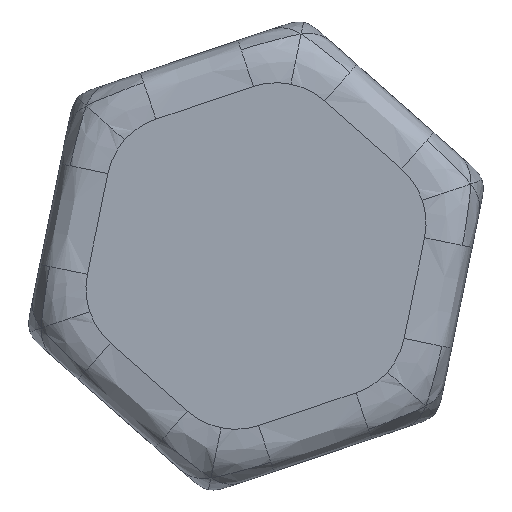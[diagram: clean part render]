
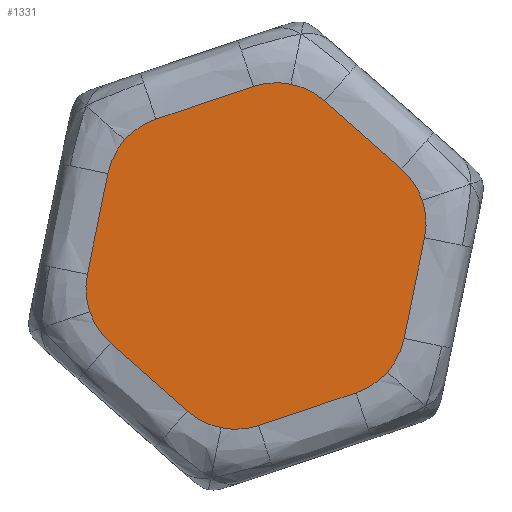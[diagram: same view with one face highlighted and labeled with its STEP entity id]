
A CAD part, left-side view. The second image highlights one B-rep face of the part: STEP entity #1331.
In plain terms, the highlighted planar face has unit normal (-1, 0, 0).
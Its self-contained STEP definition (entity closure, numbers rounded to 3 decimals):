
#33=PLANE('',#1406);
#135=CIRCLE('',#1344,0.897);
#136=CIRCLE('',#1345,0.897);
#137=CIRCLE('',#1346,0.897);
#138=CIRCLE('',#1347,0.897);
#139=CIRCLE('',#1348,0.897);
#140=CIRCLE('',#1349,0.897);
#141=CIRCLE('',#1350,0.897);
#142=CIRCLE('',#1351,0.897);
#143=CIRCLE('',#1352,0.897);
#144=CIRCLE('',#1353,0.897);
#145=CIRCLE('',#1354,0.897);
#146=CIRCLE('',#1355,0.897);
#245=FACE_OUTER_BOUND('',#330,.T.);
#330=EDGE_LOOP('',(#1127,#1128,#1129,#1130,#1131,#1132,#1133,#1134,#1135,
#1136,#1137,#1138,#1139,#1140,#1141,#1142,#1143,#1144));
#448=B_SPLINE_CURVE_WITH_KNOTS('',3,(#5147,#5148,#5149,#5150),
 .UNSPECIFIED.,.F.,.F.,(4,4),(-0.214,-0.086),
 .UNSPECIFIED.);
#450=B_SPLINE_CURVE_WITH_KNOTS('',3,(#5183,#5184,#5185,#5186),
 .UNSPECIFIED.,.F.,.F.,(4,4),(-0.214,-0.086),
 .UNSPECIFIED.);
#454=B_SPLINE_CURVE_WITH_KNOTS('',3,(#5258,#5259,#5260,#5261),
 .UNSPECIFIED.,.F.,.F.,(4,4),(-0.214,-0.086),
 .UNSPECIFIED.);
#458=B_SPLINE_CURVE_WITH_KNOTS('',3,(#5330,#5331,#5332,#5333),
 .UNSPECIFIED.,.F.,.F.,(4,4),(-0.214,-0.086),
 .UNSPECIFIED.);
#462=B_SPLINE_CURVE_WITH_KNOTS('',3,(#5402,#5403,#5404,#5405),
 .UNSPECIFIED.,.F.,.F.,(4,4),(-0.214,-0.086),
 .UNSPECIFIED.);
#464=B_SPLINE_CURVE_WITH_KNOTS('',3,(#5438,#5439,#5440,#5441),
 .UNSPECIFIED.,.F.,.F.,(4,4),(-0.214,-0.086),
 .UNSPECIFIED.);
#472=VERTEX_POINT('',#1852);
#473=VERTEX_POINT('',#1859);
#475=VERTEX_POINT('',#1916);
#480=VERTEX_POINT('',#2073);
#481=VERTEX_POINT('',#2080);
#483=VERTEX_POINT('',#2137);
#496=VERTEX_POINT('',#2678);
#497=VERTEX_POINT('',#2685);
#499=VERTEX_POINT('',#2742);
#504=VERTEX_POINT('',#2899);
#505=VERTEX_POINT('',#2906);
#507=VERTEX_POINT('',#2963);
#516=VERTEX_POINT('',#3312);
#517=VERTEX_POINT('',#3319);
#519=VERTEX_POINT('',#3376);
#528=VERTEX_POINT('',#3725);
#529=VERTEX_POINT('',#3732);
#531=VERTEX_POINT('',#3789);
#598=EDGE_CURVE('',#472,#473,#135,.T.);
#602=EDGE_CURVE('',#475,#472,#136,.T.);
#608=EDGE_CURVE('',#480,#481,#137,.T.);
#612=EDGE_CURVE('',#483,#480,#138,.T.);
#630=EDGE_CURVE('',#496,#497,#139,.T.);
#634=EDGE_CURVE('',#499,#496,#140,.T.);
#640=EDGE_CURVE('',#504,#505,#141,.T.);
#644=EDGE_CURVE('',#507,#504,#142,.T.);
#656=EDGE_CURVE('',#516,#517,#143,.T.);
#660=EDGE_CURVE('',#519,#516,#144,.T.);
#672=EDGE_CURVE('',#528,#529,#145,.T.);
#676=EDGE_CURVE('',#531,#528,#146,.T.);
#772=EDGE_CURVE('',#481,#475,#448,.T.);
#774=EDGE_CURVE('',#473,#499,#450,.T.);
#780=EDGE_CURVE('',#505,#483,#454,.T.);
#784=EDGE_CURVE('',#497,#519,#458,.T.);
#788=EDGE_CURVE('',#529,#507,#462,.T.);
#790=EDGE_CURVE('',#517,#531,#464,.T.);
#1127=ORIENTED_EDGE('',*,*,#602,.F.);
#1128=ORIENTED_EDGE('',*,*,#772,.F.);
#1129=ORIENTED_EDGE('',*,*,#608,.F.);
#1130=ORIENTED_EDGE('',*,*,#612,.F.);
#1131=ORIENTED_EDGE('',*,*,#780,.F.);
#1132=ORIENTED_EDGE('',*,*,#640,.F.);
#1133=ORIENTED_EDGE('',*,*,#644,.F.);
#1134=ORIENTED_EDGE('',*,*,#788,.F.);
#1135=ORIENTED_EDGE('',*,*,#672,.F.);
#1136=ORIENTED_EDGE('',*,*,#676,.F.);
#1137=ORIENTED_EDGE('',*,*,#790,.F.);
#1138=ORIENTED_EDGE('',*,*,#656,.F.);
#1139=ORIENTED_EDGE('',*,*,#660,.F.);
#1140=ORIENTED_EDGE('',*,*,#784,.F.);
#1141=ORIENTED_EDGE('',*,*,#630,.F.);
#1142=ORIENTED_EDGE('',*,*,#634,.F.);
#1143=ORIENTED_EDGE('',*,*,#774,.F.);
#1144=ORIENTED_EDGE('',*,*,#598,.F.);
#1331=ADVANCED_FACE('',(#245),#33,.T.);
#1344=AXIS2_PLACEMENT_3D('',#1860,#1423,#1424);
#1345=AXIS2_PLACEMENT_3D('',#1922,#1425,#1426);
#1346=AXIS2_PLACEMENT_3D('',#2081,#1427,#1428);
#1347=AXIS2_PLACEMENT_3D('',#2143,#1429,#1430);
#1348=AXIS2_PLACEMENT_3D('',#2686,#1431,#1432);
#1349=AXIS2_PLACEMENT_3D('',#2748,#1433,#1434);
#1350=AXIS2_PLACEMENT_3D('',#2907,#1435,#1436);
#1351=AXIS2_PLACEMENT_3D('',#2969,#1437,#1438);
#1352=AXIS2_PLACEMENT_3D('',#3320,#1439,#1440);
#1353=AXIS2_PLACEMENT_3D('',#3382,#1441,#1442);
#1354=AXIS2_PLACEMENT_3D('',#3733,#1443,#1444);
#1355=AXIS2_PLACEMENT_3D('',#3795,#1445,#1446);
#1406=AXIS2_PLACEMENT_3D('',#5448,#1582,#1583);
#1423=DIRECTION('center_axis',(1.,0.,0.));
#1424=DIRECTION('ref_axis',(0.,-0.948,0.318));
#1425=DIRECTION('center_axis',(1.,0.,0.));
#1426=DIRECTION('ref_axis',(0.,-0.948,0.318));
#1427=DIRECTION('center_axis',(1.,0.,0.));
#1428=DIRECTION('ref_axis',(0.,-0.199,0.98));
#1429=DIRECTION('center_axis',(1.,0.,0.));
#1430=DIRECTION('ref_axis',(0.,-0.199,0.98));
#1431=DIRECTION('center_axis',(1.,0.,0.));
#1432=DIRECTION('ref_axis',(0.,-0.749,-0.662));
#1433=DIRECTION('center_axis',(1.,0.,0.));
#1434=DIRECTION('ref_axis',(0.,-0.749,-0.662));
#1435=DIRECTION('center_axis',(1.,0.,0.));
#1436=DIRECTION('ref_axis',(0.,0.749,0.662));
#1437=DIRECTION('center_axis',(1.,0.,0.));
#1438=DIRECTION('ref_axis',(0.,0.749,0.662));
#1439=DIRECTION('center_axis',(1.,0.,0.));
#1440=DIRECTION('ref_axis',(0.,0.199,-0.98));
#1441=DIRECTION('center_axis',(1.,0.,0.));
#1442=DIRECTION('ref_axis',(0.,0.199,-0.98));
#1443=DIRECTION('center_axis',(1.,0.,0.));
#1444=DIRECTION('ref_axis',(0.,0.948,-0.318));
#1445=DIRECTION('center_axis',(1.,0.,0.));
#1446=DIRECTION('ref_axis',(0.,0.948,-0.318));
#1582=DIRECTION('center_axis',(-1.,0.,0.));
#1583=DIRECTION('ref_axis',(0.,0.,
1.));
#1852=CARTESIAN_POINT('',(9.95,-11.506,-5.811));
#1859=CARTESIAN_POINT('',(9.95,-11.535,-6.275));
#1860=CARTESIAN_POINT('Origin',(9.95,-10.656,-6.096));
#1916=CARTESIAN_POINT('',(9.95,-11.25,-5.424));
#1922=CARTESIAN_POINT('Origin',(9.95,-10.656,-6.096));
#2073=CARTESIAN_POINT('',(9.95,-9.882,-4.375));
#2080=CARTESIAN_POINT('',(9.95,-10.297,-4.582));
#2081=CARTESIAN_POINT('Origin',(9.95,-9.703,-5.254));
#2137=CARTESIAN_POINT('',(9.95,-9.418,-4.403));
#2143=CARTESIAN_POINT('Origin',(9.95,-9.703,-5.254));
#2678=CARTESIAN_POINT('',(9.95,-11.075,-7.936));
#2685=CARTESIAN_POINT('',(9.95,-10.688,-8.193));
#2686=CARTESIAN_POINT('Origin',(9.95,-10.403,-7.342));
#2742=CARTESIAN_POINT('',(9.95,-11.282,-7.521));
#2748=CARTESIAN_POINT('Origin',(9.95,-10.403,-7.342));
#2899=CARTESIAN_POINT('',(9.95,-7.825,-5.064));
#2906=CARTESIAN_POINT('',(9.95,-8.212,-4.807));
#2907=CARTESIAN_POINT('Origin',(9.95,-8.497,-5.658));
#2963=CARTESIAN_POINT('',(9.95,-7.618,-5.479));
#2969=CARTESIAN_POINT('Origin',(9.95,-8.497,-5.658));
#3312=CARTESIAN_POINT('',(9.95,-9.018,-8.625));
#3319=CARTESIAN_POINT('',(9.95,-8.603,-8.418));
#3320=CARTESIAN_POINT('Origin',(9.95,-9.197,-7.746));
#3376=CARTESIAN_POINT('',(9.95,-9.482,-8.597));
#3382=CARTESIAN_POINT('Origin',(9.95,-9.197,-7.746));
#3725=CARTESIAN_POINT('',(9.95,-7.394,-7.189));
#3732=CARTESIAN_POINT('',(9.95,-7.365,-6.725));
#3733=CARTESIAN_POINT('Origin',(9.95,-8.244,-6.904));
#3789=CARTESIAN_POINT('',(9.95,-7.65,-7.576));
#3795=CARTESIAN_POINT('Origin',(9.95,-8.244,-6.904));
#5147=CARTESIAN_POINT('Ctrl Pts',(9.95,-10.297,-4.582));
#5148=CARTESIAN_POINT('Ctrl Pts',(9.95,-10.615,-4.863));
#5149=CARTESIAN_POINT('Ctrl Pts',(9.95,-10.932,-5.143));
#5150=CARTESIAN_POINT('Ctrl Pts',(9.95,-11.25,-5.424));
#5183=CARTESIAN_POINT('Ctrl Pts',(9.95,-11.535,-6.275));
#5184=CARTESIAN_POINT('Ctrl Pts',(9.95,-11.45,-6.69));
#5185=CARTESIAN_POINT('Ctrl Pts',(9.95,-11.366,-7.105));
#5186=CARTESIAN_POINT('Ctrl Pts',(9.95,-11.282,-7.521));
#5258=CARTESIAN_POINT('Ctrl Pts',(9.95,-8.212,-4.807));
#5259=CARTESIAN_POINT('Ctrl Pts',(9.95,-8.614,-4.673));
#5260=CARTESIAN_POINT('Ctrl Pts',(9.95,-9.016,-4.538));
#5261=CARTESIAN_POINT('Ctrl Pts',(9.95,-9.418,-4.403));
#5330=CARTESIAN_POINT('Ctrl Pts',(9.95,-10.688,-8.193));
#5331=CARTESIAN_POINT('Ctrl Pts',(9.95,-10.286,-8.327));
#5332=CARTESIAN_POINT('Ctrl Pts',(9.95,-9.884,-8.462));
#5333=CARTESIAN_POINT('Ctrl Pts',(9.95,-9.482,-8.597));
#5402=CARTESIAN_POINT('Ctrl Pts',(9.95,-7.365,-6.725));
#5403=CARTESIAN_POINT('Ctrl Pts',(9.95,-7.45,-6.31));
#5404=CARTESIAN_POINT('Ctrl Pts',(9.95,-7.534,-5.895));
#5405=CARTESIAN_POINT('Ctrl Pts',(9.95,-7.618,-5.479));
#5438=CARTESIAN_POINT('Ctrl Pts',(9.95,-8.603,-8.418));
#5439=CARTESIAN_POINT('Ctrl Pts',(9.95,-8.285,-8.137));
#5440=CARTESIAN_POINT('Ctrl Pts',(9.95,-7.968,-7.857));
#5441=CARTESIAN_POINT('Ctrl Pts',(9.95,-7.65,-7.576));
#5448=CARTESIAN_POINT('Origin',(9.95,-9.45,-6.5));
